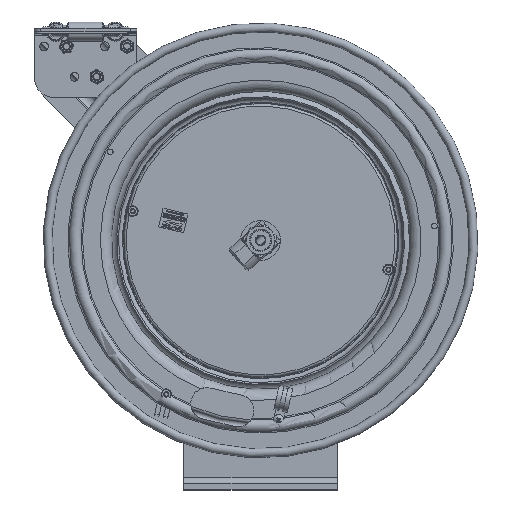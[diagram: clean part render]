
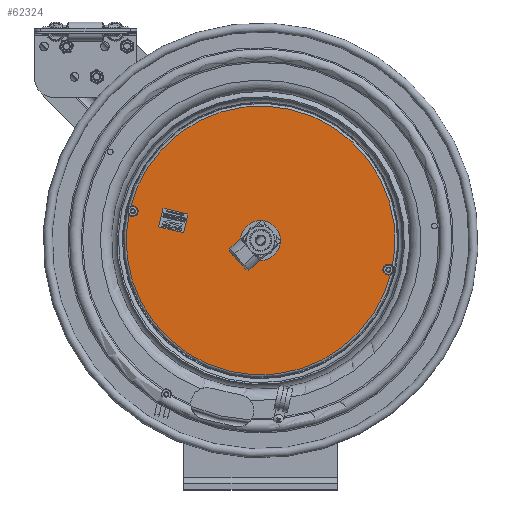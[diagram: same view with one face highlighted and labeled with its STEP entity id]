
A CAD part, top view. The second image highlights one B-rep face of the part: STEP entity #62324.
In plain terms, the highlighted planar face has unit normal (0, 0, 1).
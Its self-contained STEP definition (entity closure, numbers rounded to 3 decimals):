
#16062=FACE_BOUND('',#21597,.T.);
#16063=FACE_BOUND('',#21598,.T.);
#16064=FACE_BOUND('',#21599,.T.);
#17064=PLANE('',#65996);
#19028=FACE_OUTER_BOUND('',#21596,.T.);
#21596=EDGE_LOOP('',(#53909,#53910));
#21597=EDGE_LOOP('',(#53911));
#21598=EDGE_LOOP('',(#53912));
#21599=EDGE_LOOP('',(#53913));
#23753=CIRCLE('',#65991,5.255);
#23754=CIRCLE('',#65992,5.255);
#23758=CIRCLE('',#65997,0.1);
#23759=CIRCLE('',#65998,0.1);
#23760=CIRCLE('',#65999,0.65);
#30127=VERTEX_POINT('',#106122);
#30128=VERTEX_POINT('',#106123);
#30131=VERTEX_POINT('',#106132);
#30132=VERTEX_POINT('',#106134);
#30133=VERTEX_POINT('',#106136);
#39958=EDGE_CURVE('',#30127,#30128,#23753,.T.);
#39959=EDGE_CURVE('',#30128,#30127,#23754,.T.);
#39963=EDGE_CURVE('',#30131,#30131,#23758,.T.);
#39964=EDGE_CURVE('',#30132,#30132,#23759,.T.);
#39965=EDGE_CURVE('',#30133,#30133,#23760,.T.);
#53909=ORIENTED_EDGE('',*,*,#39958,.T.);
#53910=ORIENTED_EDGE('',*,*,#39959,.T.);
#53911=ORIENTED_EDGE('',*,*,#39963,.T.);
#53912=ORIENTED_EDGE('',*,*,#39964,.T.);
#53913=ORIENTED_EDGE('',*,*,#39965,.T.);
#62324=ADVANCED_FACE('',(#19028,#16062,#16063,#16064),#17064,.T.);
#65991=AXIS2_PLACEMENT_3D('',#106124,#76686,#76687);
#65992=AXIS2_PLACEMENT_3D('',#106125,#76688,#76689);
#65996=AXIS2_PLACEMENT_3D('',#106131,#76696,#76697);
#65997=AXIS2_PLACEMENT_3D('',#106133,#76698,#76699);
#65998=AXIS2_PLACEMENT_3D('',#106135,#76700,#76701);
#65999=AXIS2_PLACEMENT_3D('',#106137,#76702,#76703);
#76686=DIRECTION('center_axis',(0.,0.,
1.));
#76687=DIRECTION('ref_axis',(-0.223,-0.975,0.));
#76688=DIRECTION('center_axis',(0.,0.,
1.));
#76689=DIRECTION('ref_axis',(-0.223,-0.975,0.));
#76696=DIRECTION('center_axis',(0.,0.,
1.));
#76697=DIRECTION('ref_axis',(-0.975,0.223,0.));
#76698=DIRECTION('center_axis',(0.,0.,
-1.));
#76699=DIRECTION('ref_axis',(-0.223,-0.975,0.));
#76700=DIRECTION('center_axis',(0.,0.,
-1.));
#76701=DIRECTION('ref_axis',(-0.223,-0.975,0.));
#76702=DIRECTION('center_axis',(0.,0.,
-1.));
#76703=DIRECTION('ref_axis',(0.223,0.975,0.));
#106122=CARTESIAN_POINT('',(3.605,6.954,-18.11));
#106123=CARTESIAN_POINT('',(9.9,10.903,-18.11));
#106124=CARTESIAN_POINT('Origin',(4.778,12.076,-18.11));
#106125=CARTESIAN_POINT('Origin',(4.778,12.076,-18.11));
#106131=CARTESIAN_POINT('Origin',(4.192,9.515,-18.11));
#106132=CARTESIAN_POINT('',(-0.24,13.123,-18.11));
#106133=CARTESIAN_POINT('Origin',(-0.218,13.22,-18.11));
#106134=CARTESIAN_POINT('',(9.751,10.835,-18.11));
#106135=CARTESIAN_POINT('Origin',(9.774,10.932,-18.11));
#106136=CARTESIAN_POINT('',(4.633,11.443,-18.11));
#106137=CARTESIAN_POINT('Origin',(4.778,12.076,-18.11));
